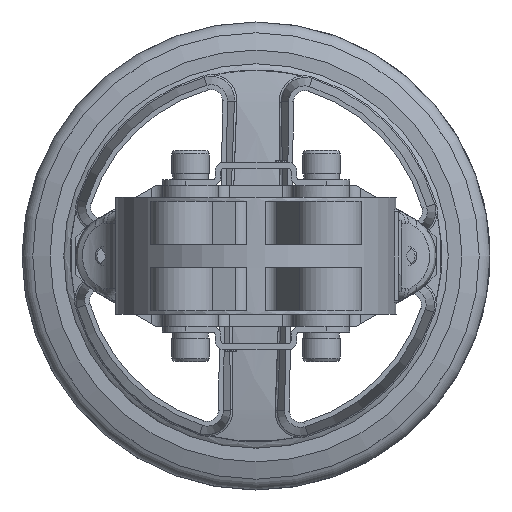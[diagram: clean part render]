
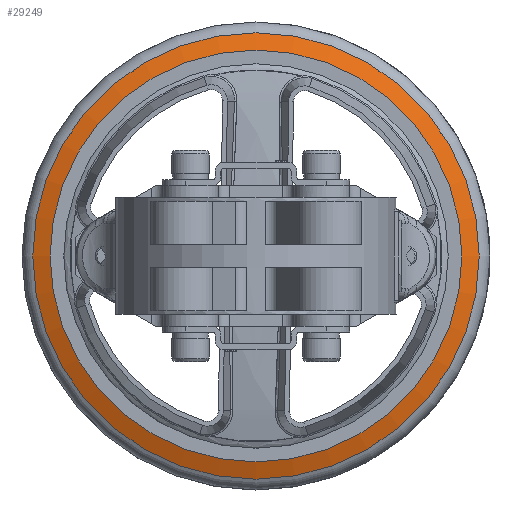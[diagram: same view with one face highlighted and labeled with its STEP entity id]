
A CAD part, front view. The second image highlights one B-rep face of the part: STEP entity #29249.
In plain terms, the highlighted conical face has half-angle 70 degrees and reference radius 95.394 mm.
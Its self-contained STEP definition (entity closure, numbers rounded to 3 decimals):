
#7230=CONICAL_SURFACE('',#30980,95.394,1.222);
#7590=FACE_BOUND('',#10712,.T.);
#8729=FACE_OUTER_BOUND('',#10711,.T.);
#10711=EDGE_LOOP('',(#24432));
#10712=EDGE_LOOP('',(#24433));
#11704=CIRCLE('',#30535,95.394);
#11975=CIRCLE('',#30981,88.);
#14035=VERTEX_POINT('',#51493);
#14495=VERTEX_POINT('',#53494);
#17553=EDGE_CURVE('',#14035,#14035,#11704,.T.);
#18020=EDGE_CURVE('',#14495,#14495,#11975,.T.);
#24432=ORIENTED_EDGE('',*,*,#18020,.T.);
#24433=ORIENTED_EDGE('',*,*,#17553,.T.);
#29249=ADVANCED_FACE('',(#8729,#7590),#7230,.T.);
#30535=AXIS2_PLACEMENT_3D('',#51494,#34493,#34494);
#30980=AXIS2_PLACEMENT_3D('',#53493,#35445,#35446);
#30981=AXIS2_PLACEMENT_3D('',#53495,#35447,#35448);
#34493=DIRECTION('center_axis',(0.,-1.,0.));
#34494=DIRECTION('ref_axis',(0.013,0.,1.));
#35445=DIRECTION('center_axis',(0.,1.,0.));
#35446=DIRECTION('ref_axis',(-1.,0.,0.));
#35447=DIRECTION('center_axis',(0.,1.,0.));
#35448=DIRECTION('ref_axis',(-1.,0.,0.));
#51493=CARTESIAN_POINT('',(-95.394,302.324,0.));
#51494=CARTESIAN_POINT('Origin',(0.,302.324,
0.));
#53493=CARTESIAN_POINT('Origin',(0.,302.324,
0.));
#53494=CARTESIAN_POINT('',(-88.,299.632,0.));
#53495=CARTESIAN_POINT('Origin',(0.,299.632,
0.));
